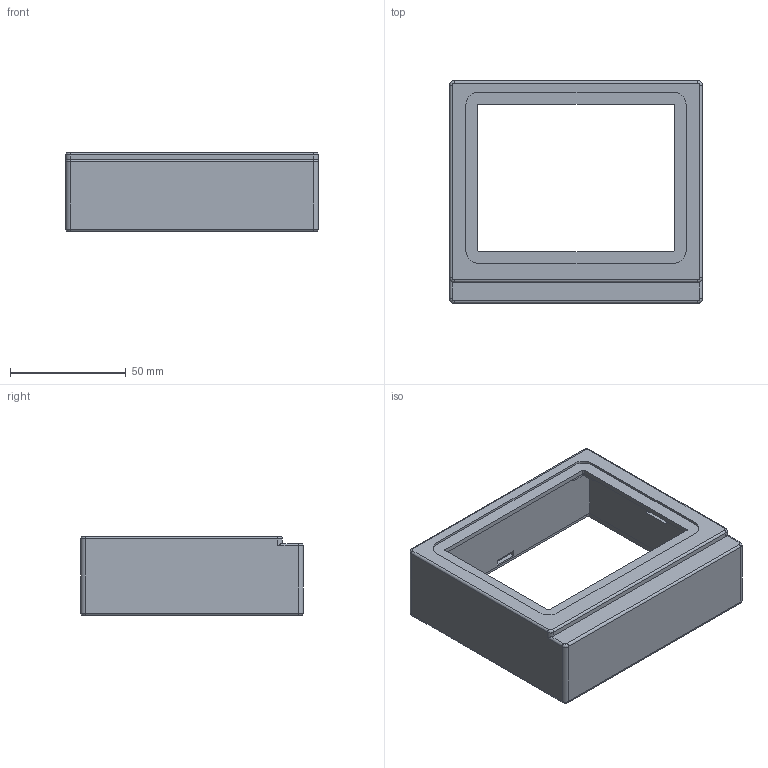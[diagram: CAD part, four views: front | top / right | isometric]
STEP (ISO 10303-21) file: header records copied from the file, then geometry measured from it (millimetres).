
FILE_DESCRIPTION (( 'STEP AP203' ), '1' );
FILE_NAME ('BACK CASE.STEP', '2020-07-05T05:19:53', ( '' ), ( '' ), 'SwSTEP 2.0', 'SolidWorks 2016', '' );
FILE_SCHEMA (( 'CONFIG_CONTROL_DESIGN' ));
Length unit declared in the file: millimetre
Products named in the file (1): BACK CASE
Bounding box: 109 x 96 x 34 mm (x, y, z)
Volume: 58651.3 mm3; surface area: 36381.4 mm2
Topology: 1 solids, 1 shells, 142 faces, 361 edges, 230 vertices
Faces by surface type: plane 83, cylinder 45, torus 14
Entity records: 4350 total; most frequent: CARTESIAN_POINT 752, DIRECTION 747, ORIENTED_EDGE 722, EDGE_CURVE 361, VECTOR 257, LINE 257, AXIS2_PLACEMENT_3D 245, VERTEX_POINT 230
